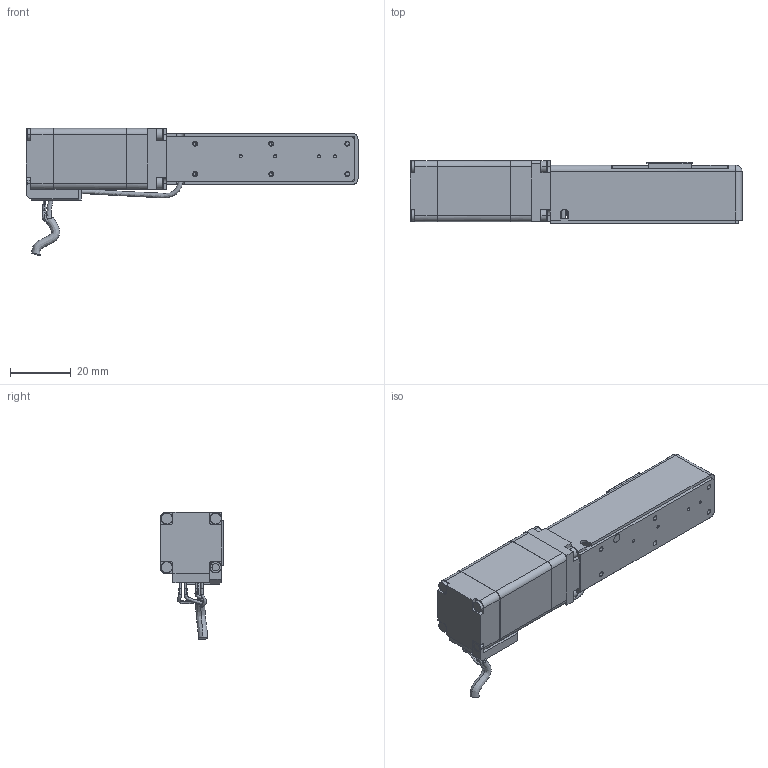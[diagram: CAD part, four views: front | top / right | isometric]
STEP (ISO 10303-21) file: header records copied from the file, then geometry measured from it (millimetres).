
FILE_DESCRIPTION (( 'STEP AP214' ), '1' );
FILE_NAME ('MLS-20-21010.STEP', '2024-07-24T15:02:17', ( '' ), ( '' ), 'SwSTEP 2.0', 'SolidWorks 2023', '' );
FILE_SCHEMA (( 'AUTOMOTIVE_DESIGN' ));
Length unit declared in the file: millimetre
Products named in the file (8): TM15-20A_XS10E108_23791-0212_Base; TM15-20A_XS10E108_23791-0212_Motor Wires; TM15-20A_XS10E108_23791-0212_Carriage ; MLS-20-21010; Limit Cable; TM15-20A_XS10E108_23791-0212_Cover; 431859 MLS-20, Limit Switch Cover; Heat Shrink
Assembly tree (7 placements, depth 2):
  MLS-20-21010
    TM15-20A_XS10E108_23791-0212_Base
    TM15-20A_XS10E108_23791-0212_Carriage 
    TM15-20A_XS10E108_23791-0212_Cover
    431859 MLS-20, Limit Switch Cover
    Limit Cable
    TM15-20A_XS10E108_23791-0212_Motor Wires
    Heat Shrink
Bounding box: 109 x 20.5 x 41.72 mm (x, y, z)
Volume: 6917.6 mm3; surface area: 20803.3 mm2
Topology: 6 solids, 28 shells, 958 faces, 2524 edges, 1621 vertices
Faces by surface type: plane 519, cylinder 296, bspline 75, torus 34, cone 30, sphere 4
Entity records: 51599 total; most frequent: CARTESIAN_POINT 31259, ORIENTED_EDGE 4974, DIRECTION 2769, EDGE_CURVE 2498, B_SPLINE_CURVE_WITH_KNOTS 1631, VERTEX_POINT 1621, AXIS2_PLACEMENT_3D 1113, EDGE_LOOP 1080
